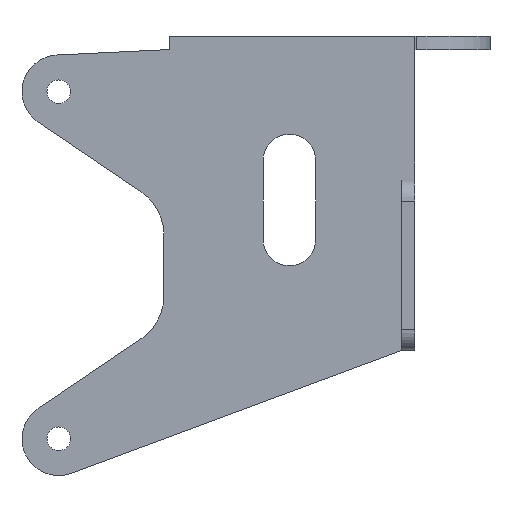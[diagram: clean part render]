
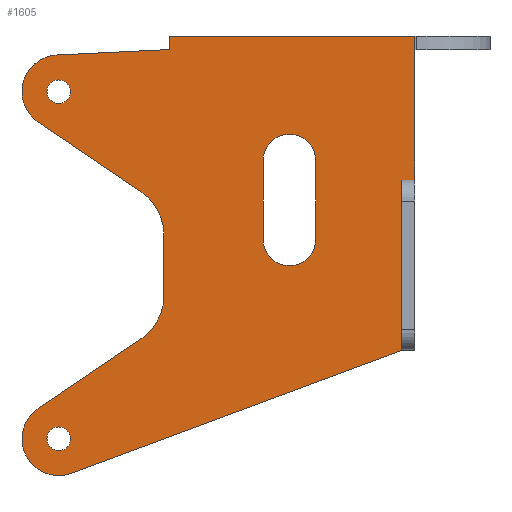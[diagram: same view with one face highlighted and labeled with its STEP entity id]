
A CAD part, front view. The second image highlights one B-rep face of the part: STEP entity #1605.
In plain terms, the highlighted planar face has unit normal (0, -1, 0).
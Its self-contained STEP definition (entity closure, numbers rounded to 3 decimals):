
#49=FACE_BOUND('',#267,.T.);
#50=FACE_BOUND('',#268,.T.);
#51=FACE_BOUND('',#269,.T.);
#88=PLANE('',#1761);
#161=FACE_OUTER_BOUND('',#266,.T.);
#266=EDGE_LOOP('',(#1414,#1415,#1416,#1417,#1418,#1419,#1420,#1421,#1422,
#1423,#1424,#1425,#1426,#1427));
#267=EDGE_LOOP('',(#1428,#1429,#1430,#1431));
#268=EDGE_LOOP('',(#1432));
#269=EDGE_LOOP('',(#1433));
#291=LINE('',#2262,#445);
#294=LINE('',#2271,#448);
#332=LINE('',#2408,#486);
#386=LINE('',#2556,#540);
#395=LINE('',#2588,#549);
#398=LINE('',#2599,#552);
#405=LINE('',#2611,#559);
#412=LINE('',#2633,#566);
#415=LINE('',#2638,#569);
#420=LINE('',#2657,#574);
#422=LINE('',#2664,#576);
#427=LINE('',#2676,#581);
#445=VECTOR('',#1794,10.);
#448=VECTOR('',#1805,10.);
#486=VECTOR('',#1913,10.);
#540=VECTOR('',#2065,10.);
#549=VECTOR('',#2096,10.);
#552=VECTOR('',#2107,10.);
#559=VECTOR('',#2122,10.);
#566=VECTOR('',#2149,10.);
#569=VECTOR('',#2154,10.);
#574=VECTOR('',#2173,10.);
#576=VECTOR('',#2183,10.);
#581=VECTOR('',#2196,10.);
#596=CIRCLE('',#1625,5.);
#598=CIRCLE('',#1629,5.);
#654=CIRCLE('',#1724,10.);
#656=CIRCLE('',#1728,10.);
#661=CIRCLE('',#1746,2.25);
#663=CIRCLE('',#1749,2.25);
#666=CIRCLE('',#1754,7.);
#668=CIRCLE('',#1758,7.);
#671=VERTEX_POINT('',#2252);
#672=VERTEX_POINT('',#2254);
#674=VERTEX_POINT('',#2260);
#676=VERTEX_POINT('',#2266);
#739=VERTEX_POINT('',#2405);
#740=VERTEX_POINT('',#2407);
#784=VERTEX_POINT('',#2553);
#785=VERTEX_POINT('',#2555);
#794=VERTEX_POINT('',#2578);
#795=VERTEX_POINT('',#2580);
#797=VERTEX_POINT('',#2586);
#800=VERTEX_POINT('',#2593);
#801=VERTEX_POINT('',#2595);
#802=VERTEX_POINT('',#2609);
#807=VERTEX_POINT('',#2631);
#809=VERTEX_POINT('',#2640);
#811=VERTEX_POINT('',#2646);
#815=VERTEX_POINT('',#2656);
#816=VERTEX_POINT('',#2663);
#819=VERTEX_POINT('',#2671);
#822=EDGE_CURVE('',#672,#671,#596,.T.);
#826=EDGE_CURVE('',#671,#674,#291,.T.);
#829=EDGE_CURVE('',#674,#676,#598,.T.);
#831=EDGE_CURVE('',#676,#672,#294,.T.);
#899=EDGE_CURVE('',#740,#739,#332,.T.);
#972=EDGE_CURVE('',#785,#784,#386,.T.);
#984=EDGE_CURVE('',#794,#795,#654,.T.);
#988=EDGE_CURVE('',#794,#797,#395,.T.);
#991=EDGE_CURVE('',#800,#801,#656,.T.);
#993=EDGE_CURVE('',#800,#795,#398,.T.);
#1000=EDGE_CURVE('',#739,#802,#405,.T.);
#1011=EDGE_CURVE('',#784,#807,#412,.T.);
#1014=EDGE_CURVE('',#807,#740,#415,.T.);
#1015=EDGE_CURVE('',#809,#809,#661,.T.);
#1018=EDGE_CURVE('',#811,#811,#663,.T.);
#1023=EDGE_CURVE('',#815,#785,#420,.T.);
#1026=EDGE_CURVE('',#797,#815,#666,.T.);
#1027=EDGE_CURVE('',#816,#801,#422,.T.);
#1031=EDGE_CURVE('',#819,#816,#668,.T.);
#1034=EDGE_CURVE('',#802,#819,#427,.T.);
#1414=ORIENTED_EDGE('',*,*,#1011,.T.);
#1415=ORIENTED_EDGE('',*,*,#1014,.T.);
#1416=ORIENTED_EDGE('',*,*,#899,.T.);
#1417=ORIENTED_EDGE('',*,*,#1000,.T.);
#1418=ORIENTED_EDGE('',*,*,#1034,.T.);
#1419=ORIENTED_EDGE('',*,*,#1031,.T.);
#1420=ORIENTED_EDGE('',*,*,#1027,.T.);
#1421=ORIENTED_EDGE('',*,*,#991,.F.);
#1422=ORIENTED_EDGE('',*,*,#993,.T.);
#1423=ORIENTED_EDGE('',*,*,#984,.F.);
#1424=ORIENTED_EDGE('',*,*,#988,.T.);
#1425=ORIENTED_EDGE('',*,*,#1026,.T.);
#1426=ORIENTED_EDGE('',*,*,#1023,.T.);
#1427=ORIENTED_EDGE('',*,*,#972,.T.);
#1428=ORIENTED_EDGE('',*,*,#822,.T.);
#1429=ORIENTED_EDGE('',*,*,#826,.T.);
#1430=ORIENTED_EDGE('',*,*,#829,.T.);
#1431=ORIENTED_EDGE('',*,*,#831,.T.);
#1432=ORIENTED_EDGE('',*,*,#1018,.T.);
#1433=ORIENTED_EDGE('',*,*,#1015,.T.);
#1605=ADVANCED_FACE('',(#161,#49,#50,#51),#88,.T.);
#1625=AXIS2_PLACEMENT_3D('',#2255,#1787,#1788);
#1629=AXIS2_PLACEMENT_3D('',#2268,#1800,#1801);
#1724=AXIS2_PLACEMENT_3D('',#2581,#2089,#2090);
#1728=AXIS2_PLACEMENT_3D('',#2596,#2102,#2103);
#1746=AXIS2_PLACEMENT_3D('',#2641,#2157,#2158);
#1749=AXIS2_PLACEMENT_3D('',#2647,#2164,#2165);
#1754=AXIS2_PLACEMENT_3D('',#2661,#2179,#2180);
#1758=AXIS2_PLACEMENT_3D('',#2672,#2190,#2191);
#1761=AXIS2_PLACEMENT_3D('',#2679,#2200,#2201);
#1787=DIRECTION('center_axis',(0.,1.,0.));
#1788=DIRECTION('ref_axis',(-1.,0.,0.));
#1794=DIRECTION('',(0.,0.,1.));
#1800=DIRECTION('center_axis',(0.,1.,0.));
#1801=DIRECTION('ref_axis',(-1.,0.,0.));
#1805=DIRECTION('',(0.,0.,-1.));
#1913=DIRECTION('',(-1.,0.,0.));
#2065=DIRECTION('',(0.,0.,1.));
#2089=DIRECTION('center_axis',(0.,-1.,0.));
#2090=DIRECTION('ref_axis',(0.883,0.,-0.469));
#2096=DIRECTION('',(-0.829,0.,-0.56));
#2102=DIRECTION('center_axis',(0.,-1.,0.));
#2103=DIRECTION('ref_axis',(0.883,0.,0.469));
#2107=DIRECTION('',(0.,0.,-1.));
#2122=DIRECTION('',(0.,0.,-1.));
#2149=DIRECTION('',(1.,0.,0.));
#2154=DIRECTION('',(0.,0.,1.));
#2157=DIRECTION('center_axis',(0.,1.,0.));
#2158=DIRECTION('ref_axis',(1.,0.,0.));
#2164=DIRECTION('center_axis',(0.,1.,0.));
#2165=DIRECTION('ref_axis',(1.,0.,0.));
#2173=DIRECTION('',(0.937,0.,0.349));
#2179=DIRECTION('center_axis',(0.,-1.,0.));
#2180=DIRECTION('ref_axis',(1.,0.,0.));
#2183=DIRECTION('',(0.829,0.,-0.56));
#2190=DIRECTION('center_axis',(0.,-1.,0.));
#2191=DIRECTION('ref_axis',(1.,0.,0.));
#2196=DIRECTION('',(-0.999,0.,-0.048));
#2200=DIRECTION('center_axis',(0.,-1.,0.));
#2201=DIRECTION('ref_axis',(1.,0.,0.));
#2252=CARTESIAN_POINT('',(-135.35,39.85,59.252));
#2254=CARTESIAN_POINT('',(-125.35,39.85,59.252));
#2255=CARTESIAN_POINT('Origin',(-130.35,39.85,59.252));
#2260=CARTESIAN_POINT('',(-135.35,39.85,74.252));
#2262=CARTESIAN_POINT('',(-135.35,39.85,65.177));
#2266=CARTESIAN_POINT('',(-125.35,39.85,74.252));
#2268=CARTESIAN_POINT('Origin',(-130.35,39.85,74.252));
#2271=CARTESIAN_POINT('',(-125.35,39.85,57.677));
#2405=CARTESIAN_POINT('',(-153.2,39.85,97.865));
#2407=CARTESIAN_POINT('',(-106.5,39.85,97.865));
#2408=CARTESIAN_POINT('',(-103.2,39.85,97.865));
#2553=CARTESIAN_POINT('',(-109.,39.85,70.539));
#2555=CARTESIAN_POINT('',(-109.,39.85,38.139));
#2556=CARTESIAN_POINT('',(-109.,39.85,63.321));
#2578=CARTESIAN_POINT('',(-158.603,39.85,40.322));
#2580=CARTESIAN_POINT('',(-154.2,39.85,48.608));
#2581=CARTESIAN_POINT('Origin',(-164.2,39.85,48.608));
#2586=CARTESIAN_POINT('',(-178.118,39.85,27.14));
#2588=CARTESIAN_POINT('',(-154.2,39.85,43.295));
#2593=CARTESIAN_POINT('',(-154.2,39.85,60.07));
#2595=CARTESIAN_POINT('',(-158.603,39.85,68.356));
#2596=CARTESIAN_POINT('Origin',(-164.2,39.85,60.07));
#2599=CARTESIAN_POINT('',(-154.2,39.85,65.383));
#2609=CARTESIAN_POINT('',(-153.2,39.85,95.365));
#2611=CARTESIAN_POINT('',(-153.2,39.85,97.865));
#2631=CARTESIAN_POINT('',(-106.5,39.85,70.539));
#2633=CARTESIAN_POINT('',(-125.175,39.85,70.539));
#2638=CARTESIAN_POINT('',(-106.5,39.85,70.539));
#2640=CARTESIAN_POINT('',(-176.45,39.85,21.339));
#2641=CARTESIAN_POINT('Origin',(-174.2,39.85,21.339));
#2646=CARTESIAN_POINT('',(-176.45,39.85,87.339));
#2647=CARTESIAN_POINT('Origin',(-174.2,39.85,87.339));
#2656=CARTESIAN_POINT('',(-171.758,39.85,14.779));
#2657=CARTESIAN_POINT('',(-109.,39.85,38.139));
#2661=CARTESIAN_POINT('Origin',(-174.2,39.85,21.339));
#2663=CARTESIAN_POINT('',(-178.118,39.85,81.538));
#2664=CARTESIAN_POINT('',(-154.2,39.85,65.383));
#2671=CARTESIAN_POINT('',(-174.539,39.85,94.331));
#2672=CARTESIAN_POINT('Origin',(-174.2,39.85,87.339));
#2676=CARTESIAN_POINT('',(-153.2,39.85,95.365));
#2679=CARTESIAN_POINT('Origin',(-143.85,39.85,56.102));
